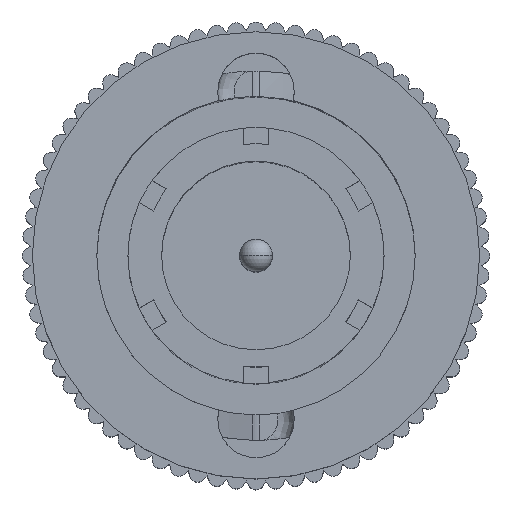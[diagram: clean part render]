
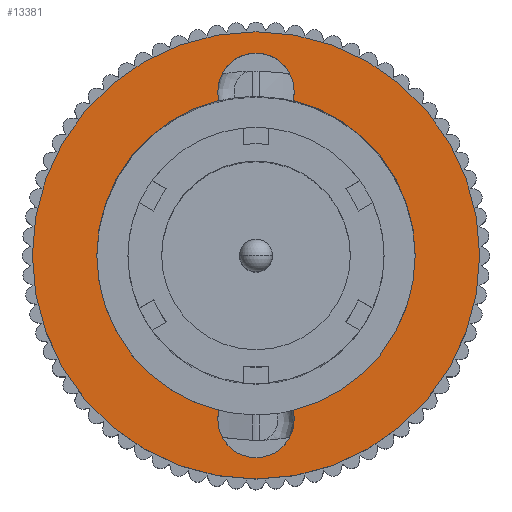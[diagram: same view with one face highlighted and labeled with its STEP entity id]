
A CAD part, top view. The second image highlights one B-rep face of the part: STEP entity #13381.
In plain terms, the highlighted planar face has unit normal (0, 0, 1).
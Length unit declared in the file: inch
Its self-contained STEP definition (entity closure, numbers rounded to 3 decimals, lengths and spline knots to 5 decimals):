
#3 = EDGE_CURVE ( 'NONE', #14181, #3113, #10328, .T. ) ;
#4 = ORIENTED_EDGE ( 'NONE', *, *, #14180, .F. ) ;
#25 = ORIENTED_EDGE ( 'NONE', *, *, #3, .F. ) ;
#2678 = DIRECTION ( 'NONE',  ( 1., 0., 0. ) ) ;
#2679 = DIRECTION ( 'NONE',  ( 0., 0., 1. ) ) ;
#2680 = CARTESIAN_POINT ( 'NONE',  ( 0.2725, 0., 0. ) ) ;
#2681 = AXIS2_PLACEMENT_3D ( 'NONE', #2680, #2679, #2678 ) ;
#2683 = PLANE ( 'NONE',  #2681 ) ;
#2684 = FACE_OUTER_BOUND ( 'NONE', #14885, .T. ) ;
#2685 = FACE_BOUND ( 'NONE', #13378, .T. ) ;
#3113 = VERTEX_POINT ( 'NONE', #11479 ) ;
#3120 = VERTEX_POINT ( 'NONE', #11478 ) ;
#3931 = CIRCLE ( 'NONE', #3988, 0.2725 ) ;
#3983 = CARTESIAN_POINT ( 'NONE',  ( 0.2725, 0., 0. ) ) ;
#3984 = DIRECTION ( 'NONE',  ( 1., 0., 0. ) ) ;
#3985 = DIRECTION ( 'NONE',  ( 0., 0., 1. ) ) ;
#3986 = CARTESIAN_POINT ( 'NONE',  ( 0., 0., 0. ) ) ;
#3988 = AXIS2_PLACEMENT_3D ( 'NONE', #3986, #3985, #3984 ) ;
#4024 = EDGE_CURVE ( 'NONE', #3113, #3120, #11511, .T. ) ;
#4032 = CARTESIAN_POINT ( 'NONE',  ( -0.2725, 0., 0. ) ) ;
#4416 = DIRECTION ( 'NONE',  ( -1., 0., 0. ) ) ;
#4417 = DIRECTION ( 'NONE',  ( 0., 0., 1. ) ) ;
#4418 = AXIS2_PLACEMENT_3D ( 'NONE', #4426, #4417, #4416 ) ;
#4419 = CIRCLE ( 'NONE', #4418, 0.0465 ) ;
#4426 = CARTESIAN_POINT ( 'NONE',  ( 0., 0.2, 0. ) ) ;
#4453 = CARTESIAN_POINT ( 'NONE',  ( 0.0465, 0.2, 0. ) ) ;
#4465 = DIRECTION ( 'NONE',  ( 1., 0., 0. ) ) ;
#4466 = DIRECTION ( 'NONE',  ( 0., 0., 1. ) ) ;
#4467 = CARTESIAN_POINT ( 'NONE',  ( 0., -0.2, 0. ) ) ;
#4468 = AXIS2_PLACEMENT_3D ( 'NONE', #4467, #4466, #4465 ) ;
#4469 = CIRCLE ( 'NONE', #4468, 0.0465 ) ;
#4494 = CARTESIAN_POINT ( 'NONE',  ( -0.0465, 0.2, 0. ) ) ;
#4500 = CARTESIAN_POINT ( 'NONE',  ( -0.0451, 0.18868, 0. ) ) ;
#4501 = DIRECTION ( 'NONE',  ( -1., 0., 0. ) ) ;
#4502 = DIRECTION ( 'NONE',  ( 0., 0., 1. ) ) ;
#4503 = CARTESIAN_POINT ( 'NONE',  ( 0., 0.2, 0. ) ) ;
#4504 = AXIS2_PLACEMENT_3D ( 'NONE', #4503, #4502, #4501 ) ;
#4506 = CIRCLE ( 'NONE', #4504, 0.0465 ) ;
#4612 = CARTESIAN_POINT ( 'NONE',  ( 0.0451, 0.18868, 0. ) ) ;
#4613 = DIRECTION ( 'NONE',  ( 1., 0., 0. ) ) ;
#4614 = DIRECTION ( 'NONE',  ( 0., 0., 1. ) ) ;
#4615 = CARTESIAN_POINT ( 'NONE',  ( 0., 0., 0. ) ) ;
#4616 = AXIS2_PLACEMENT_3D ( 'NONE', #4615, #4614, #4613 ) ;
#4617 = CIRCLE ( 'NONE', #4616, 0.194 ) ;
#4861 = CARTESIAN_POINT ( 'NONE',  ( 0.0465, -0.2, 0. ) ) ;
#4968 = CARTESIAN_POINT ( 'NONE',  ( -0.0465, -0.2, 0. ) ) ;
#5138 = DIRECTION ( 'NONE',  ( 1., 0., 0. ) ) ;
#5139 = DIRECTION ( 'NONE',  ( 0., 0., 1. ) ) ;
#5140 = CARTESIAN_POINT ( 'NONE',  ( 0., -0.2, 0. ) ) ;
#5141 = AXIS2_PLACEMENT_3D ( 'NONE', #5140, #5139, #5138 ) ;
#5142 = CIRCLE ( 'NONE', #5141, 0.0465 ) ;
#5780 = DIRECTION ( 'NONE',  ( -1., 0., 0. ) ) ;
#5781 = DIRECTION ( 'NONE',  ( 0., 0., 1. ) ) ;
#5782 = CARTESIAN_POINT ( 'NONE',  ( 0., 0.2, 0. ) ) ;
#5783 = AXIS2_PLACEMENT_3D ( 'NONE', #5782, #5781, #5780 ) ;
#5784 = CIRCLE ( 'NONE', #5783, 0.0465 ) ;
#5872 = DIRECTION ( 'NONE',  ( 1., 0., 0. ) ) ;
#5873 = DIRECTION ( 'NONE',  ( 0., 0., 1. ) ) ;
#5874 = CARTESIAN_POINT ( 'NONE',  ( 0., -0.2, 0. ) ) ;
#5875 = AXIS2_PLACEMENT_3D ( 'NONE', #5874, #5873, #5872 ) ;
#5876 = CIRCLE ( 'NONE', #5875, 0.0465 ) ;
#6035 = DIRECTION ( 'NONE',  ( 1., 0., 0. ) ) ;
#6036 = DIRECTION ( 'NONE',  ( 0., 0., 1. ) ) ;
#6037 = AXIS2_PLACEMENT_3D ( 'NONE', #6043, #6036, #6035 ) ;
#6038 = CIRCLE ( 'NONE', #6037, 0.2725 ) ;
#6043 = CARTESIAN_POINT ( 'NONE',  ( 0., 0., 0. ) ) ;
#9680 = VERTEX_POINT ( 'NONE', #12448 ) ;
#9682 = VERTEX_POINT ( 'NONE', #12446 ) ;
#9700 = EDGE_CURVE ( 'NONE', #9680, #9682, #12475, .T. ) ;
#10324 = DIRECTION ( 'NONE',  ( 1., 0., 0. ) ) ;
#10325 = DIRECTION ( 'NONE',  ( 0., 0., 1. ) ) ;
#10326 = CARTESIAN_POINT ( 'NONE',  ( 0., 0., 0. ) ) ;
#10327 = AXIS2_PLACEMENT_3D ( 'NONE', #10326, #10325, #10324 ) ;
#10328 = CIRCLE ( 'NONE', #10327, 0.194 ) ;
#11478 = CARTESIAN_POINT ( 'NONE',  ( -0.0451, -0.18868, 0. ) ) ;
#11479 = CARTESIAN_POINT ( 'NONE',  ( -0.194, 0., 0. ) ) ;
#11507 = DIRECTION ( 'NONE',  ( 1., 0., 0. ) ) ;
#11508 = DIRECTION ( 'NONE',  ( 0., 0., 1. ) ) ;
#11509 = CARTESIAN_POINT ( 'NONE',  ( 0., 0., 0. ) ) ;
#11510 = AXIS2_PLACEMENT_3D ( 'NONE', #11509, #11508, #11507 ) ;
#11511 = CIRCLE ( 'NONE', #11510, 0.194 ) ;
#12446 = CARTESIAN_POINT ( 'NONE',  ( 0.194, 0., 0. ) ) ;
#12448 = CARTESIAN_POINT ( 'NONE',  ( 0.0451, -0.18868, 0. ) ) ;
#12472 = DIRECTION ( 'NONE',  ( 1., 0., 0. ) ) ;
#12473 = DIRECTION ( 'NONE',  ( 0., 0., 1. ) ) ;
#12474 = AXIS2_PLACEMENT_3D ( 'NONE', #12482, #12473, #12472 ) ;
#12475 = CIRCLE ( 'NONE', #12474, 0.194 ) ;
#12482 = CARTESIAN_POINT ( 'NONE',  ( 0., 0., 0. ) ) ;
#13378 = EDGE_LOOP ( 'NONE', ( #25, #4, #14788, #14781, #14772, #14762, #14892, #14876, #14817, #14832 ) ) ;
#13381 = ADVANCED_FACE ( 'NONE', ( #2685, #2684 ), #2683, .T. ) ;
#13891 = EDGE_CURVE ( 'NONE', #13892, #13936, #3931, .T. ) ;
#13892 = VERTEX_POINT ( 'NONE', #3983 ) ;
#13936 = VERTEX_POINT ( 'NONE', #4032 ) ;
#14160 = EDGE_CURVE ( 'NONE', #14177, #14188, #4419, .T. ) ;
#14172 = EDGE_CURVE ( 'NONE', #14363, #14338, #4469, .T. ) ;
#14177 = VERTEX_POINT ( 'NONE', #4453 ) ;
#14180 = EDGE_CURVE ( 'NONE', #14188, #14181, #4506, .T. ) ;
#14181 = VERTEX_POINT ( 'NONE', #4500 ) ;
#14188 = VERTEX_POINT ( 'NONE', #4494 ) ;
#14239 = EDGE_CURVE ( 'NONE', #9682, #14240, #4617, .T. ) ;
#14240 = VERTEX_POINT ( 'NONE', #4612 ) ;
#14338 = VERTEX_POINT ( 'NONE', #4861 ) ;
#14363 = VERTEX_POINT ( 'NONE', #4968 ) ;
#14463 = EDGE_CURVE ( 'NONE', #14338, #9680, #5142, .T. ) ;
#14762 = ORIENTED_EDGE ( 'NONE', *, *, #9700, .F. ) ;
#14769 = EDGE_CURVE ( 'NONE', #14240, #14177, #5784, .T. ) ;
#14772 = ORIENTED_EDGE ( 'NONE', *, *, #14239, .F. ) ;
#14781 = ORIENTED_EDGE ( 'NONE', *, *, #14769, .F. ) ;
#14788 = ORIENTED_EDGE ( 'NONE', *, *, #14160, .F. ) ;
#14801 = EDGE_CURVE ( 'NONE', #3120, #14363, #5876, .T. ) ;
#14817 = ORIENTED_EDGE ( 'NONE', *, *, #14801, .F. ) ;
#14832 = ORIENTED_EDGE ( 'NONE', *, *, #4024, .F. ) ;
#14876 = ORIENTED_EDGE ( 'NONE', *, *, #14172, .F. ) ;
#14885 = EDGE_LOOP ( 'NONE', ( #14903, #14902 ) ) ;
#14892 = ORIENTED_EDGE ( 'NONE', *, *, #14463, .F. ) ;
#14895 = EDGE_CURVE ( 'NONE', #13936, #13892, #6038, .T. ) ;
#14902 = ORIENTED_EDGE ( 'NONE', *, *, #14895, .T. ) ;
#14903 = ORIENTED_EDGE ( 'NONE', *, *, #13891, .T. ) ;
